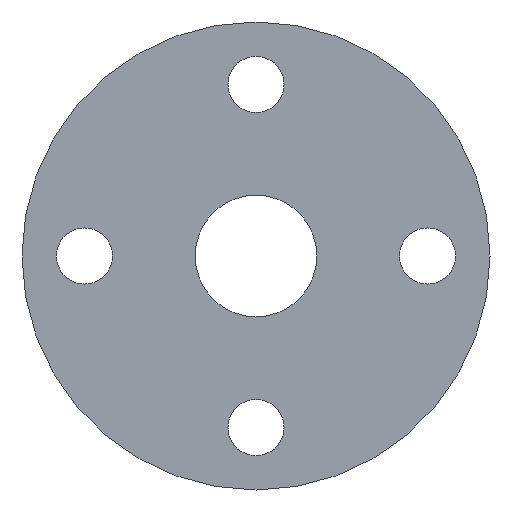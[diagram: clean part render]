
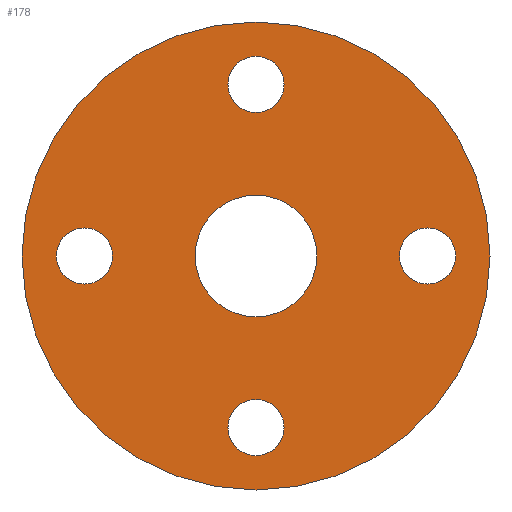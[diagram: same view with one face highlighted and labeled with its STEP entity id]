
A CAD part, front view. The second image highlights one B-rep face of the part: STEP entity #178.
In plain terms, the highlighted planar face has unit normal (0, -1, 0).
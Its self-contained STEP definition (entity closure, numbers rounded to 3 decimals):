
#36=ORIENTED_EDGE('',*,*,#68,.F.);
#37=ORIENTED_EDGE('',*,*,#69,.F.);
#38=ORIENTED_EDGE('',*,*,#70,.F.);
#39=ORIENTED_EDGE('',*,*,#71,.T.);
#40=ORIENTED_EDGE('',*,*,#72,.T.);
#41=ORIENTED_EDGE('',*,*,#73,.T.);
#68=EDGE_CURVE('',#84,#84,#100,.T.);
#69=EDGE_CURVE('',#85,#85,#101,.T.);
#70=EDGE_CURVE('',#86,#86,#102,.T.);
#71=EDGE_CURVE('',#87,#87,#103,.T.);
#72=EDGE_CURVE('',#88,#88,#104,.F.);
#73=EDGE_CURVE('',#89,#89,#105,.T.);
#84=VERTEX_POINT('',#308);
#85=VERTEX_POINT('',#310);
#86=VERTEX_POINT('',#312);
#87=VERTEX_POINT('',#314);
#88=VERTEX_POINT('',#316);
#89=VERTEX_POINT('',#318);
#100=CIRCLE('',#212,9.);
#101=CIRCLE('',#213,9.);
#102=CIRCLE('',#214,9.);
#103=CIRCLE('',#215,75.);
#104=CIRCLE('',#216,9.);
#105=CIRCLE('',#217,19.5);
#116=EDGE_LOOP('',(#36));
#117=EDGE_LOOP('',(#37));
#118=EDGE_LOOP('',(#38));
#119=EDGE_LOOP('',(#39));
#120=EDGE_LOOP('',(#40));
#121=EDGE_LOOP('',(#41));
#148=FACE_BOUND('',#116,.T.);
#149=FACE_BOUND('',#117,.T.);
#150=FACE_BOUND('',#118,.T.);
#151=FACE_BOUND('',#119,.T.);
#152=FACE_BOUND('',#120,.T.);
#153=FACE_BOUND('',#121,.T.);
#174=PLANE('',#211);
#178=ADVANCED_FACE('',(#148,#149,#150,#151,#152,#153),#174,.T.);
#211=AXIS2_PLACEMENT_3D('',#306,#251,#252);
#212=AXIS2_PLACEMENT_3D('',#307,#253,#254);
#213=AXIS2_PLACEMENT_3D('',#309,#255,#256);
#214=AXIS2_PLACEMENT_3D('',#311,#257,#258);
#215=AXIS2_PLACEMENT_3D('',#313,#259,#260);
#216=AXIS2_PLACEMENT_3D('',#315,#261,#262);
#217=AXIS2_PLACEMENT_3D('',#317,#263,#264);
#251=DIRECTION('',(0.,-1.,0.));
#252=DIRECTION('',(0.,0.,-1.));
#253=DIRECTION('',(0.,-1.,0.));
#254=DIRECTION('',(0.,0.,-1.));
#255=DIRECTION('',(0.,-1.,0.));
#256=DIRECTION('',(0.,0.,-1.));
#257=DIRECTION('',(0.,-1.,0.));
#258=DIRECTION('',(0.,0.,-1.));
#259=DIRECTION('',(0.,-1.,0.));
#260=DIRECTION('',(0.,0.,-1.));
#261=DIRECTION('',(0.,-1.,0.));
#262=DIRECTION('',(0.,0.,-1.));
#263=DIRECTION('',(0.,1.,0.));
#264=DIRECTION('',(1.,0.,0.));
#306=CARTESIAN_POINT('',(0.,1.,0.));
#307=CARTESIAN_POINT('',(55.,1.,0.));
#308=CARTESIAN_POINT('',(55.,1.,-9.));
#309=CARTESIAN_POINT('',(-55.,1.,0.));
#310=CARTESIAN_POINT('',(-55.,1.,-9.));
#311=CARTESIAN_POINT('',(0.,1.,55.));
#312=CARTESIAN_POINT('',(0.,1.,46.));
#313=CARTESIAN_POINT('',(0.,1.,0.));
#314=CARTESIAN_POINT('',(0.,1.,-75.));
#315=CARTESIAN_POINT('',(0.,1.,-55.));
#316=CARTESIAN_POINT('',(0.,1.,-64.));
#317=CARTESIAN_POINT('',(0.,1.,0.));
#318=CARTESIAN_POINT('',(19.5,1.,0.));
